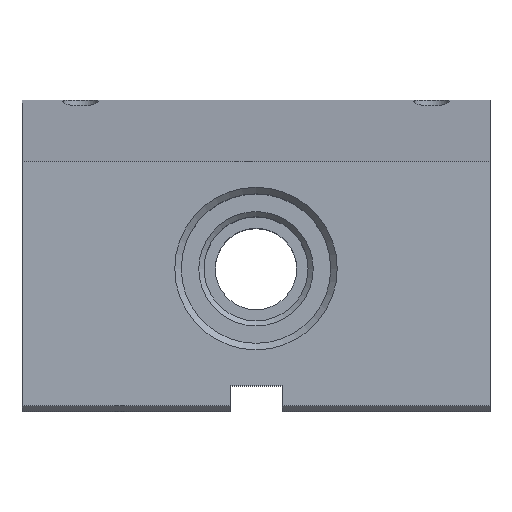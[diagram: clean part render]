
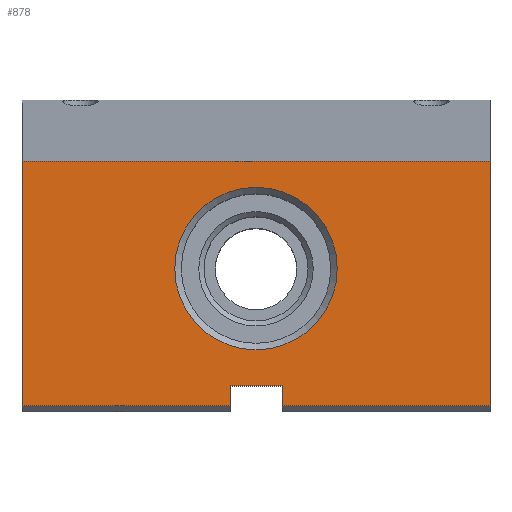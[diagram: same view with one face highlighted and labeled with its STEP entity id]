
A CAD part, top view. The second image highlights one B-rep face of the part: STEP entity #878.
In plain terms, the highlighted planar face has unit normal (0, 0, 1).
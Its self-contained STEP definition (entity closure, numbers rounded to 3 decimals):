
#878 = ADVANCED_FACE( '', ( #1835, #1836 ), #1837, .F. );
#1835 = FACE_BOUND( '', #2866, .T. );
#1836 = FACE_OUTER_BOUND( '', #2867, .T. );
#1837 = PLANE( '', #2868 );
#2866 = EDGE_LOOP( '', ( #5581 ) );
#2867 = EDGE_LOOP( '', ( #5582, #5583, #5584, #5585, #5586, #5587, #5588, #5589 ) );
#2868 = AXIS2_PLACEMENT_3D( '', #5590, #5591, #5592 );
#5581 = ORIENTED_EDGE( '', *, *, #7108, .T. );
#5582 = ORIENTED_EDGE( '', *, *, #7328, .F. );
#5583 = ORIENTED_EDGE( '', *, *, #6597, .F. );
#5584 = ORIENTED_EDGE( '', *, *, #6367, .F. );
#5585 = ORIENTED_EDGE( '', *, *, #6904, .F. );
#5586 = ORIENTED_EDGE( '', *, *, #7520, .T. );
#5587 = ORIENTED_EDGE( '', *, *, #7494, .T. );
#5588 = ORIENTED_EDGE( '', *, *, #6437, .F. );
#5589 = ORIENTED_EDGE( '', *, *, #7521, .F. );
#5590 = CARTESIAN_POINT( '', ( 36., 24., 20. ) );
#5591 = DIRECTION( '', ( 0., 0., -1. ) );
#5592 = DIRECTION( '', ( 0., 1., 0. ) );
#6367 = EDGE_CURVE( '', #7651, #7652, #7653, .T. );
#6437 = EDGE_CURVE( '', #7772, #7774, #7775, .T. );
#6597 = EDGE_CURVE( '', #7652, #8054, #8055, .T. );
#6904 = EDGE_CURVE( '', #8570, #7651, #8572, .T. );
#7108 = EDGE_CURVE( '', #8881, #8881, #8882, .T. );
#7328 = EDGE_CURVE( '', #8054, #9201, #9202, .T. );
#7494 = EDGE_CURVE( '', #9405, #7774, #9406, .T. );
#7520 = EDGE_CURVE( '', #8570, #9405, #9435, .T. );
#7521 = EDGE_CURVE( '', #9201, #7772, #9436, .T. );
#7651 = VERTEX_POINT( '', #9570 );
#7652 = VERTEX_POINT( '', #9571 );
#7653 = LINE( '', #9572, #9573 );
#7772 = VERTEX_POINT( '', #9738 );
#7774 = VERTEX_POINT( '', #9741 );
#7775 = LINE( '', #9742, #9743 );
#8054 = VERTEX_POINT( '', #10137 );
#8055 = LINE( '', #10138, #10139 );
#8570 = VERTEX_POINT( '', #10892 );
#8572 = LINE( '', #10895, #10896 );
#8881 = VERTEX_POINT( '', #11369 );
#8882 = CIRCLE( '', #11370, 12.5 );
#9201 = VERTEX_POINT( '', #11828 );
#9202 = LINE( '', #11829, #11830 );
#9405 = VERTEX_POINT( '', #12122 );
#9406 = LINE( '', #12123, #12124 );
#9435 = LINE( '', #12174, #12175 );
#9436 = LINE( '', #12176, #12177 );
#9570 = CARTESIAN_POINT( '', ( 36., -23.1, 20. ) );
#9571 = CARTESIAN_POINT( '', ( 4., -23.1, 20. ) );
#9572 = CARTESIAN_POINT( '', ( 36., -23.1, 20. ) );
#9573 = VECTOR( '', #12347, 1000. );
#9738 = CARTESIAN_POINT( '', ( -4., -23.1, 20. ) );
#9741 = CARTESIAN_POINT( '', ( -36., -23.1, 20. ) );
#9742 = CARTESIAN_POINT( '', ( 36., -23.1, 20. ) );
#9743 = VECTOR( '', #12413, 1000. );
#10137 = CARTESIAN_POINT( '', ( 4., -20., 20. ) );
#10138 = CARTESIAN_POINT( '', ( 4., -24., 20. ) );
#10139 = VECTOR( '', #12568, 1000. );
#10892 = CARTESIAN_POINT( '', ( 36., 14.5, 20. ) );
#10895 = CARTESIAN_POINT( '', ( 36., 24., 20. ) );
#10896 = VECTOR( '', #12871, 1000. );
#11369 = CARTESIAN_POINT( '', ( 0., 10.5, 20. ) );
#11370 = AXIS2_PLACEMENT_3D( '', #13051, #13052, #13053 );
#11828 = CARTESIAN_POINT( '', ( -4., -20., 20. ) );
#11829 = CARTESIAN_POINT( '', ( 4., -20., 20. ) );
#11830 = VECTOR( '', #13271, 1000. );
#12122 = CARTESIAN_POINT( '', ( -36., 14.5, 20. ) );
#12123 = CARTESIAN_POINT( '', ( -36., 24., 20. ) );
#12124 = VECTOR( '', #13409, 1000. );
#12174 = CARTESIAN_POINT( '', ( 36., 14.5, 20. ) );
#12175 = VECTOR( '', #13431, 1000. );
#12176 = CARTESIAN_POINT( '', ( -4., -20., 20. ) );
#12177 = VECTOR( '', #13432, 1000. );
#12347 = DIRECTION( '', ( -1., 0., 0. ) );
#12413 = DIRECTION( '', ( -1., 0., 0. ) );
#12568 = DIRECTION( '', ( 0., 1., 0. ) );
#12871 = DIRECTION( '', ( 0., -1., 0. ) );
#13051 = CARTESIAN_POINT( '', ( 0., -2., 20. ) );
#13052 = DIRECTION( '', ( 0., 0., -1. ) );
#13053 = DIRECTION( '', ( 0., 1., 0. ) );
#13271 = DIRECTION( '', ( -1., 0., 0. ) );
#13409 = DIRECTION( '', ( 0., -1., 0. ) );
#13431 = DIRECTION( '', ( -1., 0., 0. ) );
#13432 = DIRECTION( '', ( 0., -1., 0. ) );
